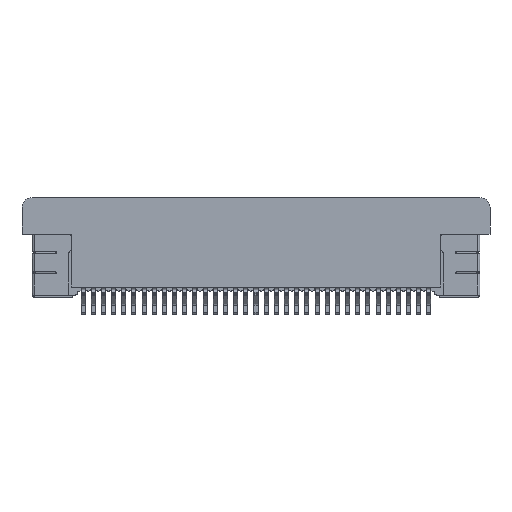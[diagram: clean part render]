
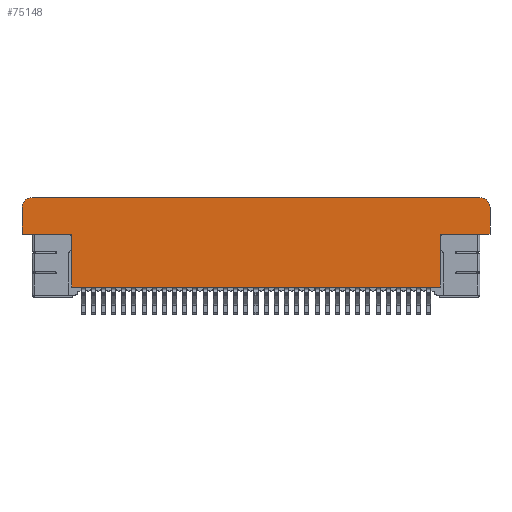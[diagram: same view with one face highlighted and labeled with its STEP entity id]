
A CAD part, front view. The second image highlights one B-rep face of the part: STEP entity #75148.
In plain terms, the highlighted planar face has unit normal (0, -1, 0).
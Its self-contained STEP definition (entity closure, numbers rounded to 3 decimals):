
#521 = VERTEX_POINT ( 'NONE', #7159 ) ;
#1210 = EDGE_CURVE ( 'NONE', #25734, #521, #49149, .T. ) ;
#1999 = VECTOR ( 'NONE', #71131, 1000. ) ;
#2023 = EDGE_CURVE ( 'NONE', #45907, #73322, #74285, .T. ) ;
#3128 = VECTOR ( 'NONE', #31041, 1000. ) ;
#4114 = CARTESIAN_POINT ( 'NONE',  ( -15.25, -0.9, 3. ) ) ;
#5208 = VECTOR ( 'NONE', #44376, 1000. ) ;
#5559 = CARTESIAN_POINT ( 'NONE',  ( -15.25, -0.9, 4.8 ) ) ;
#5970 = CARTESIAN_POINT ( 'NONE',  ( -14.75, -0.9, 4.3 ) ) ;
#6945 = CARTESIAN_POINT ( 'NONE',  ( -12.8, -0.9, 3. ) ) ;
#7159 = CARTESIAN_POINT ( 'NONE',  ( -15.25, -0.9, 4.3 ) ) ;
#7643 = AXIS2_PLACEMENT_3D ( 'NONE', #8092, #34868, #41465 ) ;
#8092 = CARTESIAN_POINT ( 'NONE',  ( 7.25, -0.9, 4.3 ) ) ;
#8367 = CARTESIAN_POINT ( 'NONE',  ( 5.3, -0.9, 9. ) ) ;
#8979 = AXIS2_PLACEMENT_3D ( 'NONE', #78147, #24996, #71124 ) ;
#10602 = EDGE_CURVE ( 'NONE', #51730, #59632, #66811, .T. ) ;
#12129 = DIRECTION ( 'NONE',  ( 0., 0., -1. ) ) ;
#12388 = DIRECTION ( 'NONE',  ( 1., 0., 0. ) ) ;
#12469 = CARTESIAN_POINT ( 'NONE',  ( 5.3, -0.9, 0.4 ) ) ;
#16036 = CIRCLE ( 'NONE', #7643, 0.5 ) ;
#16590 = CARTESIAN_POINT ( 'NONE',  ( 7.75, -0.9, 4.3 ) ) ;
#16719 = LINE ( 'NONE', #75581, #30619 ) ;
#17425 = CARTESIAN_POINT ( 'NONE',  ( 7.75, -0.9, 3. ) ) ;
#17555 = FACE_OUTER_BOUND ( 'NONE', #38884, .T. ) ;
#18843 = LINE ( 'NONE', #45196, #1999 ) ;
#20309 = VECTOR ( 'NONE', #86367, 1000. ) ;
#20312 = EDGE_CURVE ( 'NONE', #45907, #521, #18843, .T. ) ;
#24926 = CARTESIAN_POINT ( 'NONE',  ( 7.25, -0.9, 4.8 ) ) ;
#24996 = DIRECTION ( 'NONE',  ( 0., 1., 0. ) ) ;
#25074 = VERTEX_POINT ( 'NONE', #16590 ) ;
#25153 = EDGE_CURVE ( 'NONE', #25734, #29103, #79347, .T. ) ;
#25734 = VERTEX_POINT ( 'NONE', #53726 ) ;
#27624 = EDGE_CURVE ( 'NONE', #73322, #51730, #45222, .T. ) ;
#28212 = ORIENTED_EDGE ( 'NONE', *, *, #37785, .T. ) ;
#29103 = VERTEX_POINT ( 'NONE', #24926 ) ;
#30326 = DIRECTION ( 'NONE',  ( 1., 0., 0. ) ) ;
#30392 = VECTOR ( 'NONE', #12388, 1000. ) ;
#30619 = VECTOR ( 'NONE', #30326, 1000. ) ;
#30986 = CARTESIAN_POINT ( 'NONE',  ( -12.8, -0.9, 0.4 ) ) ;
#31041 = DIRECTION ( 'NONE',  ( 0., 0., 1. ) ) ;
#31989 = VERTEX_POINT ( 'NONE', #68347 ) ;
#33011 = CARTESIAN_POINT ( 'NONE',  ( -14.55, -0.9, 0.4 ) ) ;
#34655 = ORIENTED_EDGE ( 'NONE', *, *, #1210, .T. ) ;
#34868 = DIRECTION ( 'NONE',  ( 0., -1., 0. ) ) ;
#37785 = EDGE_CURVE ( 'NONE', #31989, #84332, #16719, .T. ) ;
#38179 = PLANE ( 'NONE',  #8979 ) ;
#38884 = EDGE_LOOP ( 'NONE', ( #52333, #45054, #34655, #69673, #66448, #71621, #68614, #76888, #28212, #73798 ) ) ;
#40231 = DIRECTION ( 'NONE',  ( 0., -1., 0. ) ) ;
#41314 = LINE ( 'NONE', #8367, #76830 ) ;
#41465 = DIRECTION ( 'NONE',  ( 0., 0., -1. ) ) ;
#44376 = DIRECTION ( 'NONE',  ( 0., 0., -1. ) ) ;
#45054 = ORIENTED_EDGE ( 'NONE', *, *, #25153, .F. ) ;
#45196 = CARTESIAN_POINT ( 'NONE',  ( -15.25, -0.9, 3. ) ) ;
#45222 = LINE ( 'NONE', #66290, #5208 ) ;
#45907 = VERTEX_POINT ( 'NONE', #4114 ) ;
#49149 = CIRCLE ( 'NONE', #60362, 0.5 ) ;
#51730 = VERTEX_POINT ( 'NONE', #30986 ) ;
#52333 = ORIENTED_EDGE ( 'NONE', *, *, #84863, .T. ) ;
#53726 = CARTESIAN_POINT ( 'NONE',  ( -14.75, -0.9, 4.8 ) ) ;
#59063 = EDGE_CURVE ( 'NONE', #84332, #25074, #65266, .T. ) ;
#59251 = VECTOR ( 'NONE', #60667, 1000. ) ;
#59632 = VERTEX_POINT ( 'NONE', #12469 ) ;
#60362 = AXIS2_PLACEMENT_3D ( 'NONE', #5970, #40231, #12129 ) ;
#60667 = DIRECTION ( 'NONE',  ( 1., 0., 0. ) ) ;
#65266 = LINE ( 'NONE', #17425, #3128 ) ;
#66290 = CARTESIAN_POINT ( 'NONE',  ( -12.8, -0.9, 9. ) ) ;
#66448 = ORIENTED_EDGE ( 'NONE', *, *, #2023, .T. ) ;
#66811 = LINE ( 'NONE', #33011, #30392 ) ;
#67807 = EDGE_CURVE ( 'NONE', #31989, #59632, #41314, .T. ) ;
#68347 = CARTESIAN_POINT ( 'NONE',  ( 5.3, -0.9, 3. ) ) ;
#68614 = ORIENTED_EDGE ( 'NONE', *, *, #10602, .T. ) ;
#69673 = ORIENTED_EDGE ( 'NONE', *, *, #20312, .F. ) ;
#71124 = DIRECTION ( 'NONE',  ( 0., 0., 1. ) ) ;
#71131 = DIRECTION ( 'NONE',  ( 0., 0., 1. ) ) ;
#71621 = ORIENTED_EDGE ( 'NONE', *, *, #27624, .T. ) ;
#73322 = VERTEX_POINT ( 'NONE', #6945 ) ;
#73798 = ORIENTED_EDGE ( 'NONE', *, *, #59063, .T. ) ;
#74285 = LINE ( 'NONE', #80442, #59251 ) ;
#75148 = ADVANCED_FACE ( 'NONE', ( #17555 ), #38179, .F. ) ;
#75581 = CARTESIAN_POINT ( 'NONE',  ( -7.75, -0.9, 3. ) ) ;
#76830 = VECTOR ( 'NONE', #80843, 1000. ) ;
#76888 = ORIENTED_EDGE ( 'NONE', *, *, #67807, .F. ) ;
#78147 = CARTESIAN_POINT ( 'NONE',  ( -14.55, -0.9, 4.3 ) ) ;
#79347 = LINE ( 'NONE', #5559, #20309 ) ;
#80442 = CARTESIAN_POINT ( 'NONE',  ( -15.25, -0.9, 3. ) ) ;
#80667 = CARTESIAN_POINT ( 'NONE',  ( 7.75, -0.9, 3. ) ) ;
#80843 = DIRECTION ( 'NONE',  ( 0., 0., -1. ) ) ;
#84332 = VERTEX_POINT ( 'NONE', #80667 ) ;
#84863 = EDGE_CURVE ( 'NONE', #25074, #29103, #16036, .T. ) ;
#86367 = DIRECTION ( 'NONE',  ( 1., 0., 0. ) ) ;
